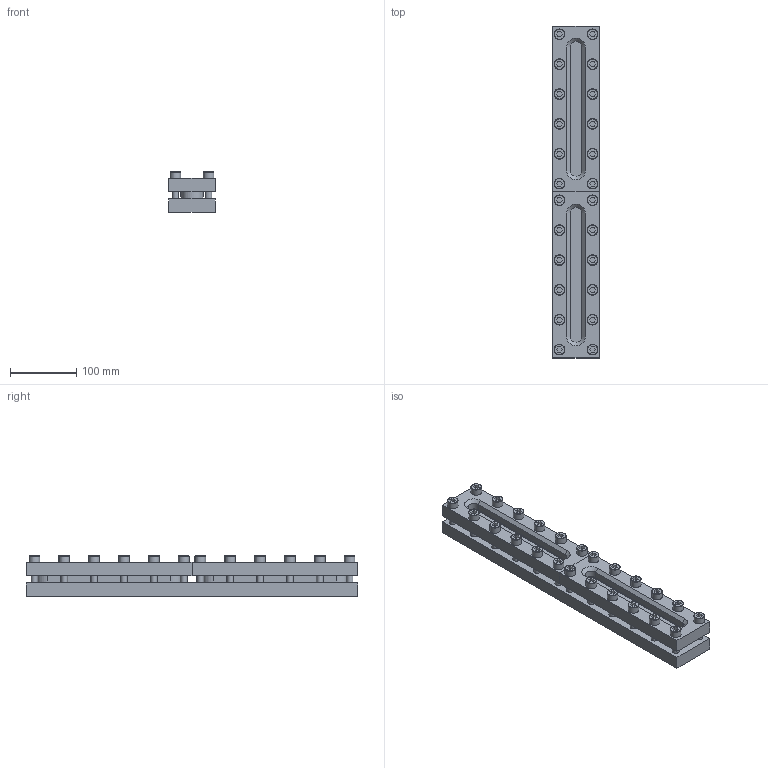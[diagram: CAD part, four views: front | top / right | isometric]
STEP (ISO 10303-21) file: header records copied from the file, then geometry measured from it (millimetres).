
FILE_DESCRIPTION(('HOOPS Exchange Step'),'2;1');
FILE_NAME('BS03_L500.stp','2025-11-27T13:05:33+01:00',('nieru'),('Unknown organisation'),'HOOPS Exchange 2024.2','HOOPS Exchange','Unknown authorisation');
FILE_SCHEMA( ('AP203_CONFIGURATION_CONTROLLED_3D_DESIGN_OF_MECHANICAL_PARTS_AND_ASSEMBLIES_MIM_LF') );
Length unit declared in the file: millimetre
Products named in the file (3): 0; root
Assembly tree (2 placements, depth 3):
  root
    0
      0
Bounding box: 70 x 500 x 61 mm (x, y, z)
Volume: 1330472.8 mm3; surface area: 351524.3 mm2
Topology: 33 solids, 33 shells, 618 faces, 1638 edges, 1140 vertices
Faces by surface type: plane 330, cylinder 156, cone 76, torus 56
Full cylindrical faces by diameter (mm): 8.5 x24, 10 x24, 11 x24, 16 x24
Entity records: 24262 total; most frequent: CARTESIAN_POINT 8309, DIRECTION 3400, ORIENTED_EDGE 3180, EDGE_CURVE 1590, AXIS2_PLACEMENT_3D 1303, VERTEX_POINT 1140, VECTOR 794, LINE 794
